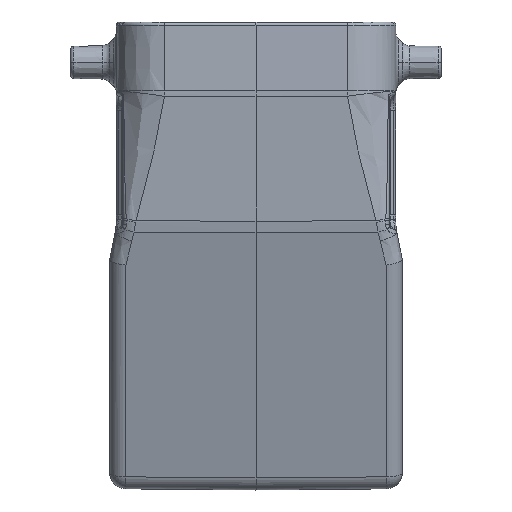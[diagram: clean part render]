
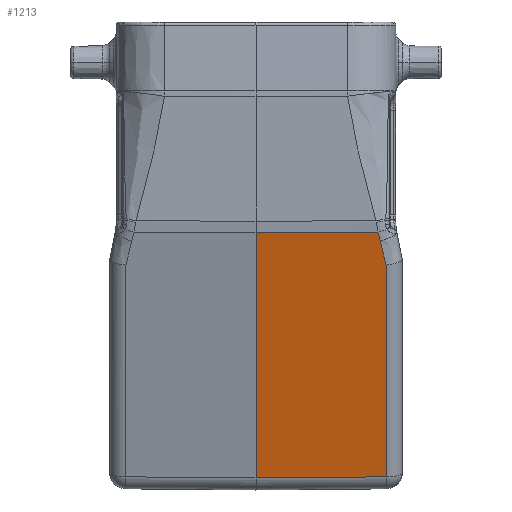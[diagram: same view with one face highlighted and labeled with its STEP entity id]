
A CAD part, left-side view. The second image highlights one B-rep face of the part: STEP entity #1213.
In plain terms, the highlighted planar face has unit normal (-0.966, -0.009, -0.259).
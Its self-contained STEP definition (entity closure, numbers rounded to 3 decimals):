
#849=PLANE('',#12277);
#1213=ADVANCED_FACE('',(#2111),#849,.T.);
#2111=FACE_OUTER_BOUND('',#2825,.T.);
#2825=EDGE_LOOP('',(#5615,#5616,#5617,#5618,#5619,#5620));
#3601=LINE('',#18074,#4365);
#3602=LINE('',#18076,#4366);
#3603=LINE('',#18079,#4367);
#3604=LINE('',#18086,#4368);
#4365=VECTOR('',#13646,1.);
#4366=VECTOR('',#13649,1.);
#4367=VECTOR('',#13650,1.);
#4368=VECTOR('',#13651,1.);
#5615=ORIENTED_EDGE('',*,*,#10088,.F.);
#5616=ORIENTED_EDGE('',*,*,#10089,.T.);
#5617=ORIENTED_EDGE('',*,*,#9911,.T.);
#5618=ORIENTED_EDGE('',*,*,#10090,.T.);
#5619=ORIENTED_EDGE('',*,*,#10087,.T.);
#5620=ORIENTED_EDGE('',*,*,#10091,.F.);
#8772=VERTEX_POINT('',#16906);
#8773=VERTEX_POINT('',#16911);
#8879=VERTEX_POINT('',#17986);
#8884=VERTEX_POINT('',#18073);
#8885=VERTEX_POINT('',#18077);
#8886=VERTEX_POINT('',#18078);
#9911=EDGE_CURVE('',#8773,#8772,#11561,.T.);
#10087=EDGE_CURVE('',#8879,#8884,#3601,.T.);
#10088=EDGE_CURVE('',#8885,#8886,#3602,.T.);
#10089=EDGE_CURVE('',#8885,#8773,#3603,.T.);
#10090=EDGE_CURVE('',#8772,#8879,#11648,.T.);
#10091=EDGE_CURVE('',#8886,#8884,#3604,.T.);
#11561=B_SPLINE_CURVE_WITH_KNOTS('',3,(#16907,#16908,#16909,#16910),
 .UNSPECIFIED.,.F.,.F.,(4,4),(0.,1.),.UNSPECIFIED.);
#11648=B_SPLINE_CURVE_WITH_KNOTS('',3,(#18080,#18081,#18082,#18083,#18084,
#18085),.UNSPECIFIED.,.F.,.F.,(4,1,1,4),(0.,0.333,0.667,
1.),.UNSPECIFIED.);
#12277=AXIS2_PLACEMENT_3D('',#18087,#13652,#13653);
#13646=DIRECTION('',(-0.009,1.,-0.002));
#13649=DIRECTION('',(-0.007,1.,-0.009));
#13650=DIRECTION('',(-0.259,0.,0.966));
#13651=DIRECTION('',(-0.259,0.,0.966));
#13652=DIRECTION('',(-0.966,-0.009,-0.259));
#13653=DIRECTION('',(-0.259,0.,0.966));
#16906=CARTESIAN_POINT('',(-34.05,-19.115,-33.678));
#16907=CARTESIAN_POINT('',(-33.046,-20.022,-37.395));
#16908=CARTESIAN_POINT('',(-33.39,-19.784,-36.118));
#16909=CARTESIAN_POINT('',(-33.725,-19.482,-34.879));
#16910=CARTESIAN_POINT('',(-34.05,-19.115,-33.678));
#16911=CARTESIAN_POINT('',(-33.046,-20.022,-37.395));
#17986=CARTESIAN_POINT('',(-34.418,-18.767,-32.316));
#18073=CARTESIAN_POINT('',(-34.58,0.,-32.345));
#18074=CARTESIAN_POINT('',(-34.418,-18.767,-32.316));
#18076=CARTESIAN_POINT('',(-24.317,-20.022,-69.972));
#18077=CARTESIAN_POINT('',(-24.317,-20.022,-69.972));
#18078=CARTESIAN_POINT('',(-24.451,0.,-70.147));
#18079=CARTESIAN_POINT('',(-24.317,-20.022,-69.972));
#18080=CARTESIAN_POINT('',(-34.05,-19.115,-33.678));
#18081=CARTESIAN_POINT('',(-34.093,-19.067,-33.521));
#18082=CARTESIAN_POINT('',(-34.177,-18.984,-33.21));
#18083=CARTESIAN_POINT('',(-34.304,-18.873,-32.739));
#18084=CARTESIAN_POINT('',(-34.381,-18.803,-32.454));
#18085=CARTESIAN_POINT('',(-34.418,-18.767,-32.316));
#18086=CARTESIAN_POINT('',(-24.451,0.,-70.147));
#18087=CARTESIAN_POINT('',(-23.955,0.,-72.));
